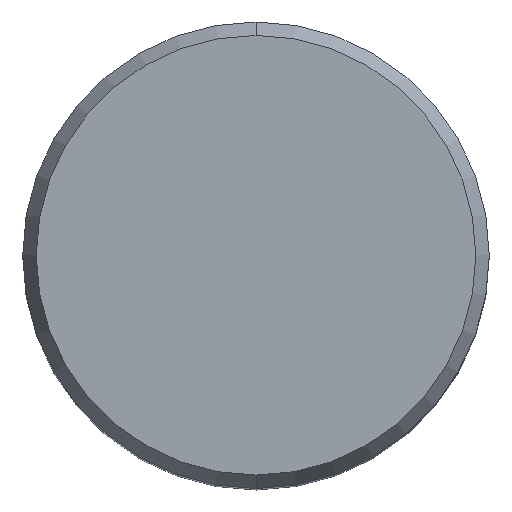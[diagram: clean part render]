
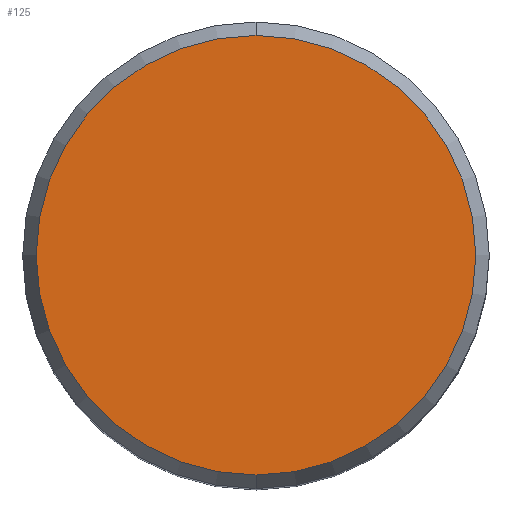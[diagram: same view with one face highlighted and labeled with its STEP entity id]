
A CAD part, top view. The second image highlights one B-rep face of the part: STEP entity #125.
In plain terms, the highlighted planar face has unit normal (0, 0, 1).
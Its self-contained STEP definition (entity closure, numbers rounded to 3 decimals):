
#125=ADVANCED_FACE('',(#279),#280,.T.);
#131=VERTEX_POINT('',#287);
#143=EDGE_CURVE('',#203,#131,#301,.T.);
#195=EDGE_CURVE('',#131,#203,#360,.T.);
#203=VERTEX_POINT('',#369);
#279=FACE_OUTER_BOUND('',#442,.T.);
#280=PLANE('',#443);
#287=CARTESIAN_POINT('',(0.,-14.958,0.0));
#301=CIRCLE('',#470,14.958);
#360=CIRCLE('',#550,14.958);
#369=CARTESIAN_POINT('',(0.0,14.958,0.0));
#442=EDGE_LOOP('',(#637,#638));
#443=AXIS2_PLACEMENT_3D('',#639,#640,#641);
#470=AXIS2_PLACEMENT_3D('',#669,#670,#671);
#550=AXIS2_PLACEMENT_3D('',#751,#752,#753);
#637=ORIENTED_EDGE('',*,*,#143,.F.);
#638=ORIENTED_EDGE('',*,*,#195,.F.);
#639=CARTESIAN_POINT('',(0.0,7.479,0.0));
#640=DIRECTION('',(-0.0,0.0,1.0));
#641=DIRECTION('',(0.0,-1.0,0.0));
#669=CARTESIAN_POINT('',(0.0,0.0,0.0));
#670=DIRECTION('',(0.0,0.0,-1.0));
#671=DIRECTION('',(0.0,1.0,0.0));
#751=CARTESIAN_POINT('',(0.0,0.0,0.0));
#752=DIRECTION('',(0.0,0.0,-1.0));
#753=DIRECTION('',(0.0,1.0,0.0));
